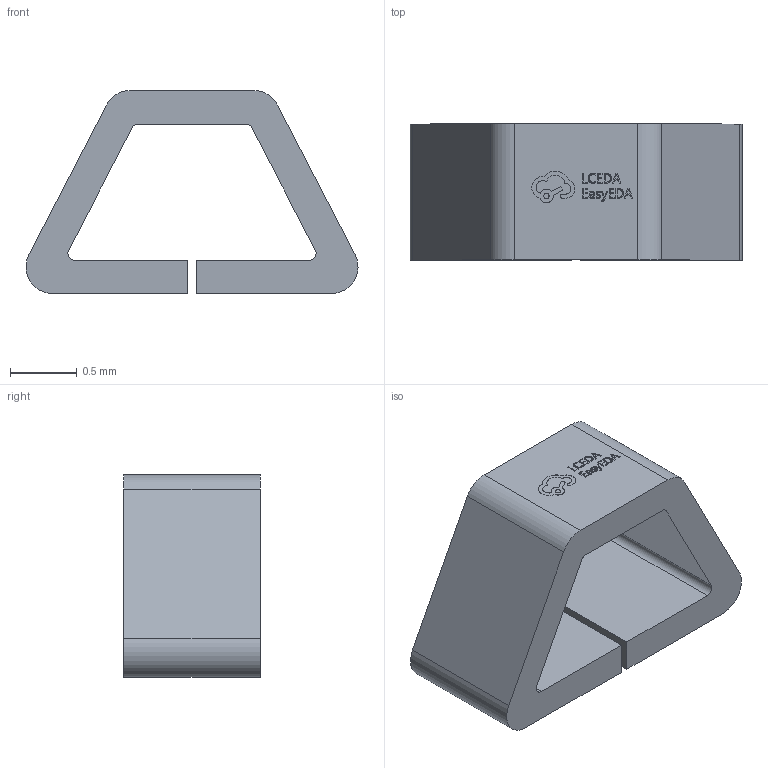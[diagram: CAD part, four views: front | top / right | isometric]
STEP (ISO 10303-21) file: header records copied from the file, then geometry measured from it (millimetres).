
FILE_DESCRIPTION (( 'STEP AP214' ), '1' );
FILE_NAME ('TEST-SMD_L3.4-P1.8.step', '2022-07-05T11:01:54', ( '' ), ( '' ), 'SwSTEP 2.0', 'SolidWorks 2020', '' );
FILE_SCHEMA (( 'AUTOMOTIVE_DESIGN' ));
Length unit declared in the file: millimetre
Products named in the file (1): TEST-SMD_L3.4-P1.8
Bounding box: 2.49 x 1.02 x 1.52 mm (x, y, z)
Volume: 1.5 mm3; surface area: 15.4 mm2
Topology: 1 solids, 1 shells, 246 faces, 675 edges, 450 vertices
Faces by surface type: plane 140, bspline 98, cylinder 8
Entity records: 10699 total; most frequent: CARTESIAN_POINT 2678, ORIENTED_EDGE 1350, DIRECTION 789, EDGE_CURVE 675, LINE 459, VECTOR 459, VERTEX_POINT 450, EDGE_LOOP 265
